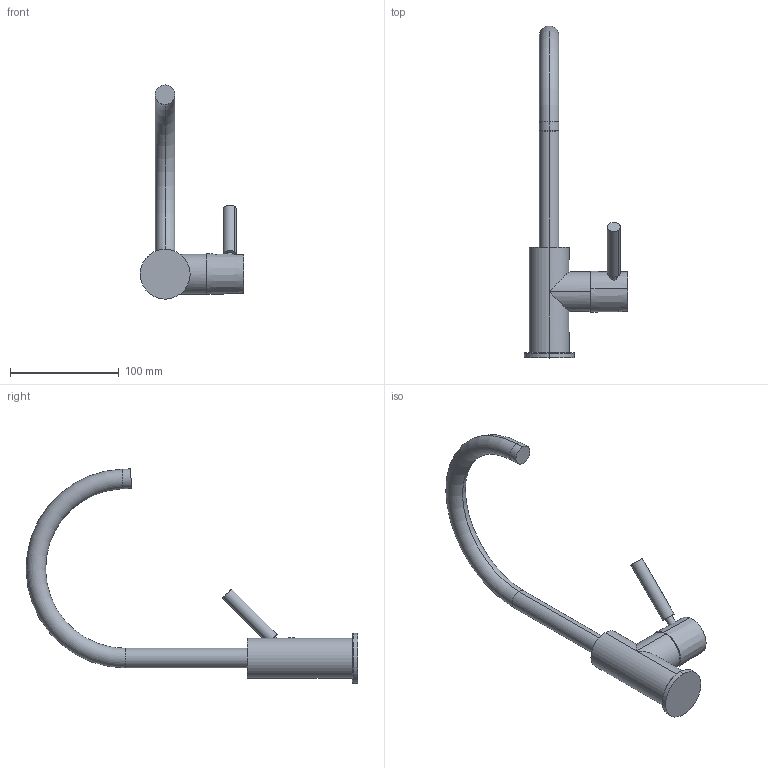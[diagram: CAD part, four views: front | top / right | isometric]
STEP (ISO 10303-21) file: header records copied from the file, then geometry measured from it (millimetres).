
FILE_DESCRIPTION (( 'STEP AP214' ), '1' );
FILE_NAME ('33805888.STEP', '2022-06-23T08:17:55', ( '' ), ( '' ), 'SwSTEP 2.0', 'SolidWorks 2020', '' );
FILE_SCHEMA (( 'AUTOMOTIVE_DESIGN' ));
Length unit declared in the file: millimetre
Products named in the file (7): Planungsmodell_Hebel Unterteil Ø37-+-09.20.66.003-1; Planungsmodell_Rohr-+-09.28.22.206.90-1; 33805888; Planungsmodell_Haube-+-09.28.30.021.90-1; Planungsmodell_Hebel Ø12 Handhabe-+-09.20.66.001.90-1; Planungsmodell_Rosette-+-09.27.85.001.90-01; Planungsmodell_Koerper-+-09.19.88.071.90-1
Assembly tree (6 placements, depth 2):
  33805888
    Planungsmodell_Koerper-+-09.19.88.071.90-1
    Planungsmodell_Haube-+-09.28.30.021.90-1
    Planungsmodell_Hebel Ø12 Handhabe-+-09.20.66.001.90-1
    Planungsmodell_Hebel Unterteil Ø37-+-09.20.66.003-1
    Planungsmodell_Rosette-+-09.27.85.001.90-01
    Planungsmodell_Rohr-+-09.28.22.206.90-1
Bounding box: 95.47 x 305.49 x 197.22 mm (x, y, z)
Volume: 281164.3 mm3; surface area: 52936.5 mm2
Topology: 6 solids, 6 shells, 43 faces, 76 edges, 47 vertices
Faces by surface type: cylinder 19, plane 14, torus 6, sphere 2, cone 2
Entity records: 1362 total; most frequent: DIRECTION 230, CARTESIAN_POINT 181, ORIENTED_EDGE 152, AXIS2_PLACEMENT_3D 104, EDGE_CURVE 76, CIRCLE 52, VERTEX_POINT 47, EDGE_LOOP 45
